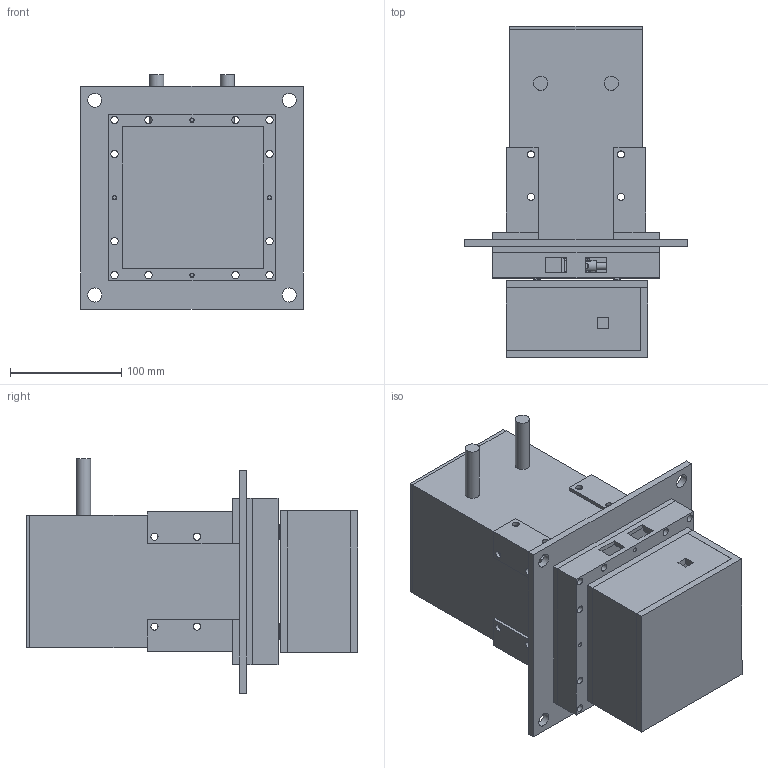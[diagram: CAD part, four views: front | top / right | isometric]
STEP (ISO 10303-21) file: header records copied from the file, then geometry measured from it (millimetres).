
FILE_DESCRIPTION(/* description */ (''),/* implementation_level */ '2;1');
FILE_NAME(/* name */ 'HASP2018Assembly.stp',/* time_stamp */ '2017-12-15T13:22:41-05:00',/* author */ ('moccafrap'),/* organization */ (''),/* preprocessor_version */ 'ST-DEVELOPER v16.1',/* originating_system */ 'Autodesk Inventor 2016',/* authorisation */ '');
FILE_SCHEMA (('AUTOMOTIVE_DESIGN { 1 0 10303 214 3 1 1 }'));
Products named in the file (41): MountingPlate; HASPHousingBox2018; HASP2018Lid; HASP2018Microphones; MountingStruts; Dropped _box; Dropped_box_lid; Battery; Box side; Drop Module Assembly; hasp plate; hasp lid; hasp pin; 10mm stroke actuator; Part4; Part6; Part8; Part10; Part12; Part14; Part16; Part18; Part20; Part22; Part24; Part26; Part28; Part30; Part32; Part34; Part36; Part38; Part40; Part42; Part44; Part46; PCB-FIXED; ArduinoMega2560R3; Mars Assembly; TRIC Assembly ...
Assembly tree (46 placements, depth 5):
  HASP2018Assembly
    MountingPlate
    HASPHousingBox2018
    HASP2018Lid
    HASP2018Microphones  x2
    MountingStruts  x4
    TRIC Assembly
      Drop Module Assembly
        Dropped _box
        Dropped_box_lid
        Battery
        Box side
      Mars Assembly
        hasp plate
        hasp lid
        hasp pin  x2
        10mm stroke actuator  x2
        ArduinoMega2560R3
          Part4
          Part6
          Part8
          Part10
          Part12
          Part14
          Part16
          Part18
          Part20
          Part22
          Part24
          Part26
          Part28
          Part30
          Part32
          Part34
          Part36
          Part38
          Part40
          Part42
          Part44
          Part46
          PCB-FIXED
Bounding box: 200.03 x 297.48 x 210.19 mm (x, y, z)
Volume: 1768555.1 mm3; surface area: 685728.9 mm2
Topology: 42 solids, 42 shells, 2152 faces, 5247 edges, 3329 vertices
Faces by surface type: plane 1733, cylinder 301, bspline 69, torus 23, sphere 16, cone 10
Full cylindrical faces by diameter (mm): 1.5 x3, 2 x1, 2.3 x4, 2.7 x26, 3.175 x8, 3.5 x1, 3.9 x4, 4.25 x12, 5.08 x1, 6.096 x1, 6.35 x40, 6.604 x48, 7.62 x6, 9 x2, 10 x2, 12.7 x9, 35 x1
Entity records: 61706 total; most frequent: CARTESIAN_POINT 13046, ORIENTED_EDGE 9380, DIRECTION 9222, EDGE_CURVE 4690, LINE 4028, VECTOR 4028, VERTEX_POINT 3048, AXIS2_PLACEMENT_3D 2597
